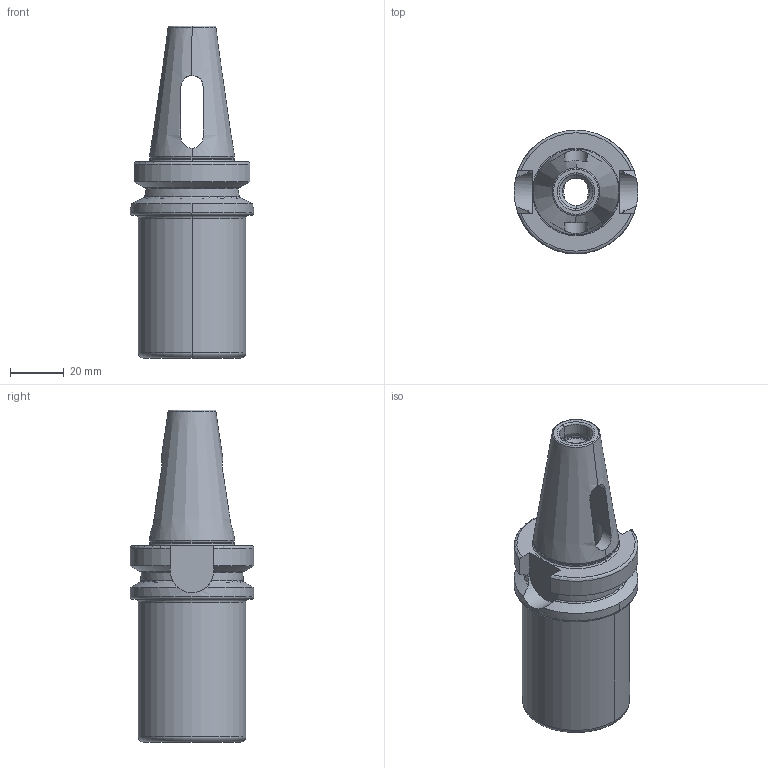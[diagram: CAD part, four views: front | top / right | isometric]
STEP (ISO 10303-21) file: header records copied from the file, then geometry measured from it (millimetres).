
FILE_DESCRIPTION((''),'2;1');
FILE_NAME('305_07_03','2020-07-14T',('104091'),(''),'CREO PARAMETRIC BY PTC INC, 2015290','CREO PARAMETRIC BY PTC INC, 2015290','');
FILE_SCHEMA(('CONFIG_CONTROL_DESIGN'));
Length unit declared in the file: millimetre
Products named in the file (1): 305_07_03
Bounding box: 46 x 46 x 123.4 mm (x, y, z)
Volume: 80675.9 mm3; surface area: 23348.4 mm2
Topology: 1 solids, 1 shells, 87 faces, 226 edges, 140 vertices
Faces by surface type: torus 28, cylinder 26, plane 17, cone 16
Entity records: 3042 total; most frequent: CARTESIAN_POINT 888, ORIENTED_EDGE 452, DIRECTION 448, EDGE_CURVE 226, AXIS2_PLACEMENT_3D 190, VERTEX_POINT 140, CIRCLE 100, EDGE_LOOP 92
